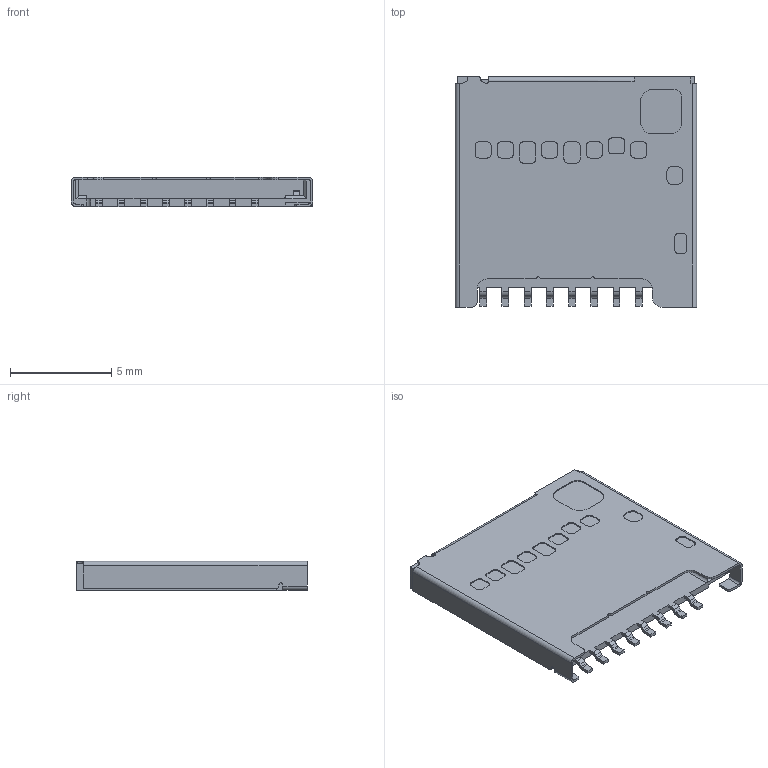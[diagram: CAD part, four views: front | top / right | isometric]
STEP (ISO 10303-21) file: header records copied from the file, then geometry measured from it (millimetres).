
FILE_DESCRIPTION(('FreeCAD Model'),'2;1');
FILE_NAME('Open CASCADE Shape Model','2023-11-01T12:01:06',( 'kicad StepUp'),('ksu MCAD'),'Open CASCADE STEP processor 7.6', 'FreeCAD','Unknown');
FILE_SCHEMA(('AUTOMOTIVE_DESIGN { 1 0 10303 214 1 1 1 1 }'));
Length unit declared in the file: millimetre
Products named in the file (1): SOLID
Bounding box: 11.95 x 11.4 x 1.45 mm (x, y, z)
Volume: 146.8 mm3; surface area: 379.8 mm2
Topology: 1 solids, 1 shells, 410 faces, 1182 edges, 786 vertices
Faces by surface type: plane 269, cylinder 141
Entity records: 16370 total; most frequent: CARTESIAN_POINT 2398, ORIENTED_EDGE 2364, DIRECTION 2298, EDGE_CURVE 1182, LINE 880, VECTOR 880, VERTEX_POINT 786, AXIS2_PLACEMENT_3D 709
